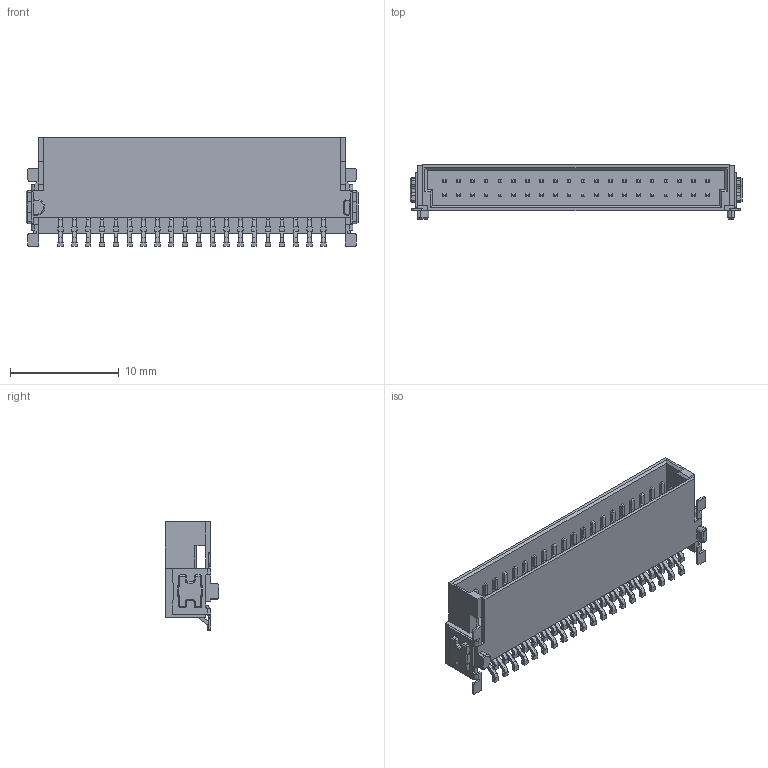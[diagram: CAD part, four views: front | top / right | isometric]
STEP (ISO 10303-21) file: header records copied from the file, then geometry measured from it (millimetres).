
FILE_DESCRIPTION (( 'STEP AP214' ), '1' );
FILE_NAME ('M55-7104042R.STEP', '2023-06-29T06:19:25', ( '' ), ( '' ), 'SwSTEP 2.0', 'SolidWorks 2021', '' );
FILE_SCHEMA (( 'AUTOMOTIVE_DESIGN' ));
Length unit declared in the file: millimetre
Products named in the file (1): M55-7104042R
Bounding box: 30.48 x 4.95 x 10 mm (x, y, z)
Volume: 499.5 mm3; surface area: 1824.6 mm2
Topology: 83 solids, 83 shells, 1640 faces, 3990 edges, 2515 vertices
Faces by surface type: plane 1200, cylinder 410, cone 30
Entity records: 48216 total; most frequent: CARTESIAN_POINT 8158, DIRECTION 8118, ORIENTED_EDGE 7980, EDGE_CURVE 3990, LINE 3136, VECTOR 3136, VERTEX_POINT 2515, AXIS2_PLACEMENT_3D 2491
